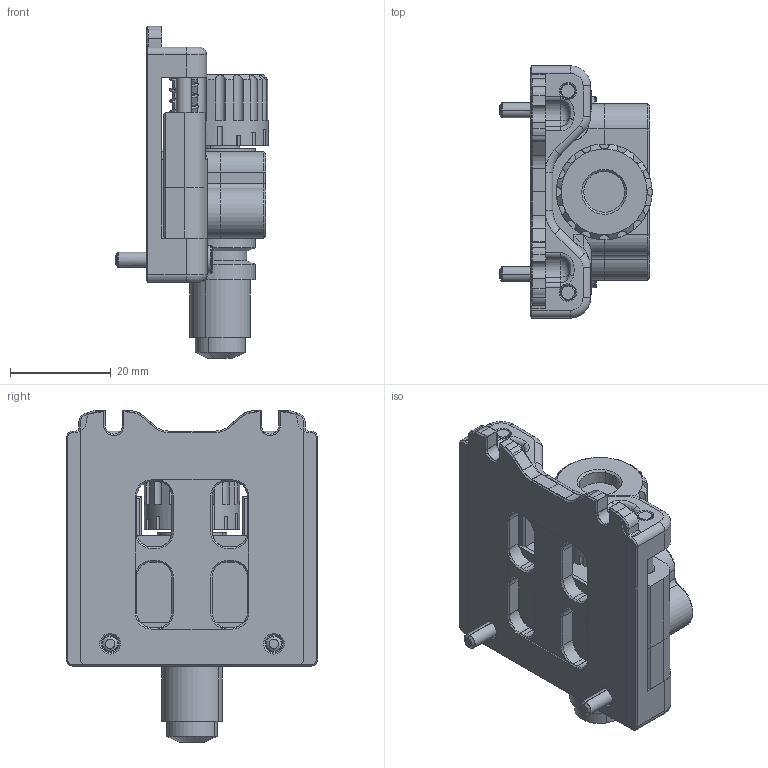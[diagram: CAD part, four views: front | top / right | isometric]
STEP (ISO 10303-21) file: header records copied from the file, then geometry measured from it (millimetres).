
FILE_DESCRIPTION(('CATIA V5 STEP Exchange'),'2;1');
FILE_NAME('Drag Knife Toolhead.stp','2022-12-06T17:43:31+00:00',('none'),('none'),'CATIA Version 5 Release 19 GA (IN-10)','CATIA V5 STEP AP214','none');
FILE_SCHEMA(('AUTOMOTIVE_DESIGN { 1 0 10303 214 1 1 1 1 }'));
Length unit declared in the file: millimetre
Products named in the file (16): Drag Knife Toolhead; Baseplate Tap; M3x16 SHCS; M3 Threaded Insert 2; Drag Knife Baseplate Tap; Drag Knife Common; Drag Knife; Drag Knife Slider Front; Knob; M3x8 SHCS; Baseplate Slider; Spring 5.5x20; Shaft 3x45; Drag Knife Baseplate; Slider; Drag Knife Slider Back
Assembly tree (24 placements, depth 4):
  Drag Knife Toolhead
    Baseplate Tap
      M3x16 SHCS  x2
      M3 Threaded Insert 2  x2
      Drag Knife Baseplate Tap
    Drag Knife Common
      Drag Knife
      Drag Knife Slider Front
      Knob
      M3x8 SHCS  x2
    Baseplate Slider
      Spring 5.5x20  x2
      Shaft 3x45  x2
      M3x16 SHCS  x2
      Drag Knife Baseplate
      Slider
        Drag Knife Slider Back
        M3 Threaded Insert 2  x2
Bounding box: 30.2 x 50 x 65.88 mm (x, y, z)
Volume: 45124.9 mm3; surface area: 28046.3 mm2
Topology: 20 solids, 20 shells, 1453 faces, 3715 edges, 2357 vertices
Faces by surface type: cylinder 468, plane 374, bspline 330, cone 238, torus 43
Entity records: 41399 total; most frequent: CARTESIAN_POINT 20562, ORIENTED_EDGE 4668, DIRECTION 3339, EDGE_CURVE 2334, AXIS2_PLACEMENT_3D 1613, VERTEX_POINT 1458, VECTOR 1029, LINE 1029
